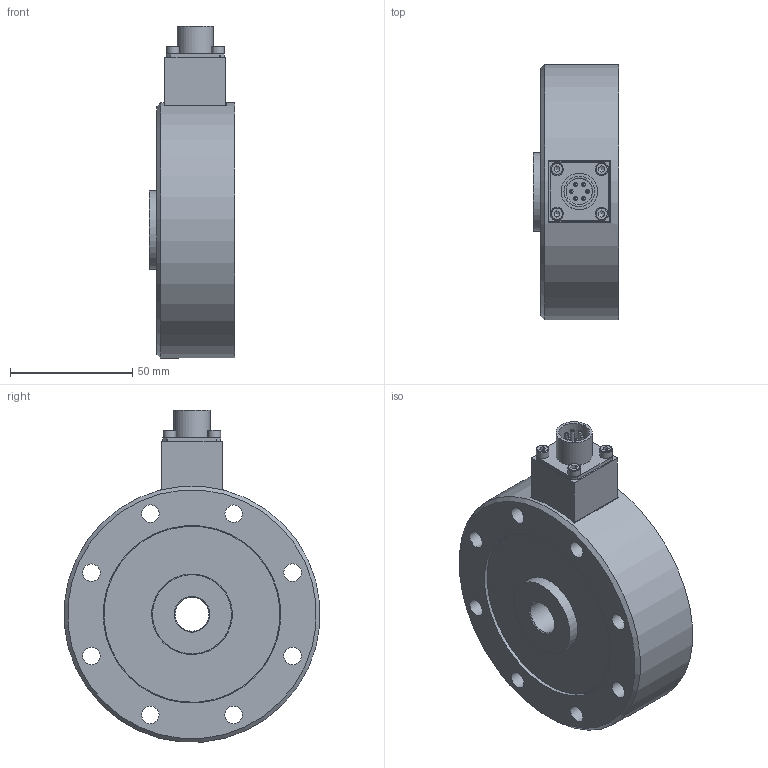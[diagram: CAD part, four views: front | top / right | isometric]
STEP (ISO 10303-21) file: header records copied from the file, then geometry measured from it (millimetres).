
FILE_DESCRIPTION(/* description */ (''),/* implementation_level */ '2;1');
FILE_NAME(/* name */ 'QSH02007.stp',/* time_stamp */ '2018-06-26T07:29:46-07:00',/* author */ ('sean'),/* organization */ (''),/* preprocessor_version */ 'ST-DEVELOPER v16.13',/* originating_system */ 'Autodesk Inventor 2018',/* authorisation */ '');
FILE_SCHEMA (('AUTOMOTIVE_DESIGN { 1 0 10303 214 3 1 1 }'));
Length unit declared in the file: inch
Products named in the file (1): Assembly2_Shrinkwrap_1
Bounding box: 34.8 x 104.25 x 135.53 mm (x, y, z)
Volume: 258668 mm3; surface area: 40478.9 mm2
Topology: 1 solids, 1 shells, 125 faces, 295 edges, 197 vertices
Faces by surface type: plane 66, cylinder 41, torus 6, cone 6, bspline 6
Full cylindrical faces by diameter (mm): 1.524 x6, 5.207 x4, 7.137 x8, 12.497 x2, 13.843 x1, 14.922 x1, 32.258 x2, 32.893 x2, 71.882 x2, 72.517 x2, 76.2 x1, 101.6 x1, 104.648 x1
Entity records: 3578 total; most frequent: CARTESIAN_POINT 757, DIRECTION 552, ORIENTED_EDGE 468, EDGE_CURVE 234, AXIS2_PLACEMENT_3D 228, EDGE_LOOP 214, VERTEX_POINT 181, FACE_OUTER_BOUND 125
